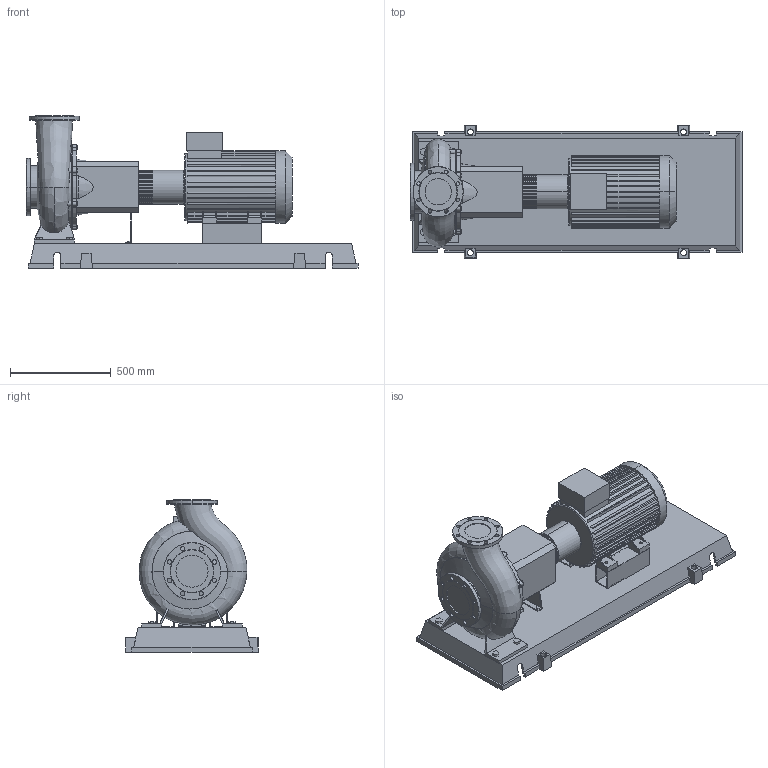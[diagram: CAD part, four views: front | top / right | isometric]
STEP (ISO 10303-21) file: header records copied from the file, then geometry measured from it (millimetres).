
FILE_DESCRIPTION((''),'2;1');
FILE_NAME('3d_NL125_315-18.5-4-05-4109408.stp','2015-03-03T08:00:45',(''),(''),'Mechanical Desktop 2009','Mechanical Desktop 2009',', , ');
FILE_SCHEMA(('CONFIG_CONTROL_DESIGN'));
Length unit declared in the file: millimetre
Products named in the file (1): Product
Bounding box: 1650 x 660 x 758 mm (x, y, z)
Volume: 135755370.3 mm3; surface area: 6576839.5 mm2
Topology: 13 solids, 13 shells, 892 faces, 2375 edges, 1558 vertices
Faces by surface type: plane 460, cylinder 241, bspline 163, cone 14, torus 14
Entity records: 32508 total; most frequent: CARTESIAN_POINT 10103, ORIENTED_EDGE 4750, DIRECTION 4478, EDGE_CURVE 2375, VERTEX_POINT 1556, VECTOR 1506, LINE 1506, AXIS2_PLACEMENT_3D 1486
